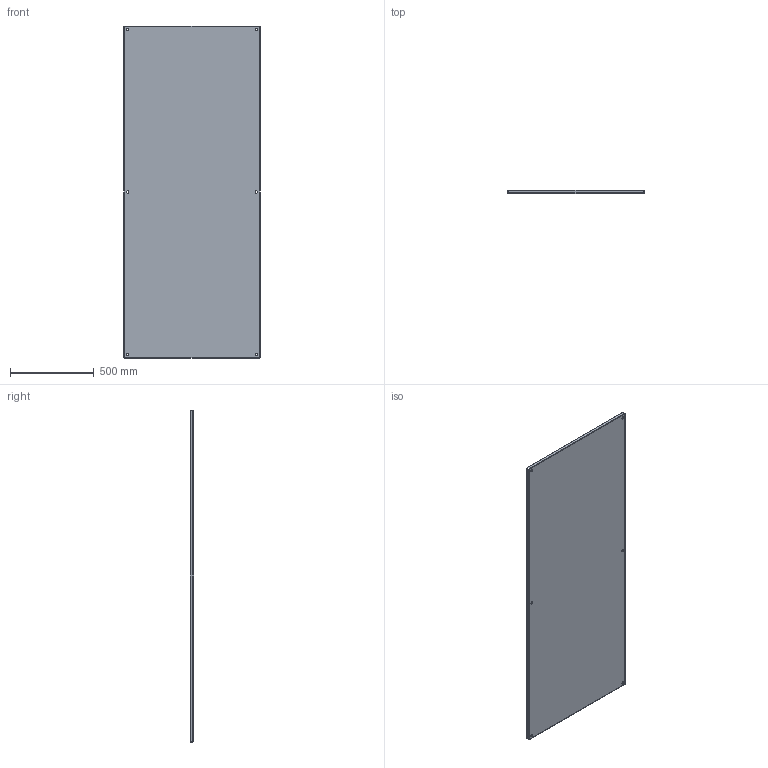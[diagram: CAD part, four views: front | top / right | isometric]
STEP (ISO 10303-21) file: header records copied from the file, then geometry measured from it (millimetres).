
FILE_DESCRIPTION (( 'STEP AP203' ), '1' );
FILE_NAME ('90YFW_Default.step', '2019-09-13T18:17:05', ( '' ), ( '' ), 'SwSTEP 2.0', 'SolidWorks 2018', '' );
FILE_SCHEMA (( 'CONFIG_CONTROL_DESIGN' ));
Length unit declared in the file: inch
Products named in the file (1): 90YFW_Default
Bounding box: 812.8 x 19.05 x 1981.2 mm (x, y, z)
Volume: 4092451 mm3; surface area: 3406437.2 mm2
Topology: 1 solids, 1 shells, 42 faces, 104 edges, 64 vertices
Faces by surface type: plane 22, cylinder 20
Entity records: 1343 total; most frequent: DIRECTION 230, CARTESIAN_POINT 211, ORIENTED_EDGE 208, EDGE_CURVE 104, AXIS2_PLACEMENT_3D 83, VERTEX_POINT 64, LINE 64, VECTOR 64
